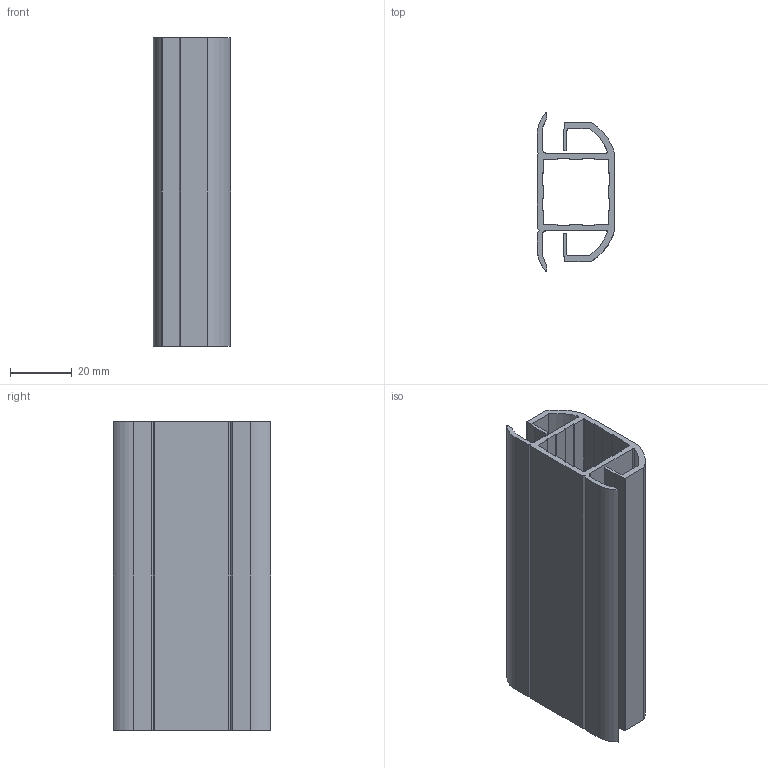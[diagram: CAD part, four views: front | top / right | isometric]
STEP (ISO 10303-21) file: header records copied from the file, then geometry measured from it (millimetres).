
FILE_DESCRIPTION(('STEP AP203'),'2;1');
FILE_NAME('XB28526.stp','2011-03-21T16:33:34',(''),(''),'2009.3.110','THINKDESIGN','');
FILE_SCHEMA(('CONFIG_CONTROL_DESIGN'));
Length unit declared in the file: millimetre
Bounding box: 25 x 51 x 100 mm (x, y, z)
Volume: 30254.8 mm3; surface area: 35251.3 mm2
Topology: 1 solids, 1 shells, 102 faces, 300 edges, 200 vertices
Faces by surface type: plane 68, cylinder 34
Entity records: 3489 total; most frequent: CARTESIAN_POINT 602, ORIENTED_EDGE 600, DIRECTION 572, EDGE_CURVE 300, VECTOR 232, LINE 232, VERTEX_POINT 200, AXIS2_PLACEMENT_3D 170
